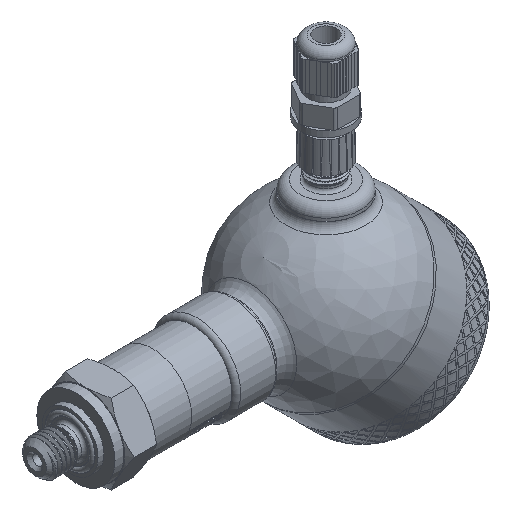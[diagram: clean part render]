
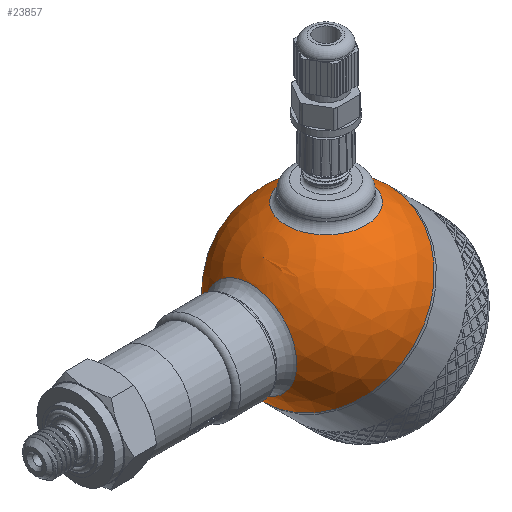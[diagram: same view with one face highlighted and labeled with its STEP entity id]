
A CAD part, isometric view. The second image highlights one B-rep face of the part: STEP entity #23857.
In plain terms, the highlighted spherical face has radius 30 mm.
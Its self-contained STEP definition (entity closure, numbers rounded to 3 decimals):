
#56=SPHERICAL_SURFACE('',#25341,30.);
#140=FACE_BOUND('',#3414,.T.);
#141=FACE_BOUND('',#3415,.T.);
#1853=FACE_OUTER_BOUND('',#3413,.T.);
#3413=EDGE_LOOP('',(#17361,#17362,#17363,#17364));
#3414=EDGE_LOOP('',(#17365));
#3415=EDGE_LOOP('',(#17366));
#4856=CIRCLE('',#25264,30.);
#4857=CIRCLE('',#25265,30.);
#4884=CIRCLE('',#25337,13.5);
#4887=CIRCLE('',#25342,30.);
#4888=CIRCLE('',#25343,15.643);
#9385=VERTEX_POINT('',#31582);
#9386=VERTEX_POINT('',#31584);
#9861=VERTEX_POINT('',#37646);
#9863=VERTEX_POINT('',#37653);
#9864=VERTEX_POINT('',#37655);
#11947=EDGE_CURVE('',#9385,#9386,#4856,.T.);
#11948=EDGE_CURVE('',#9386,#9385,#4857,.T.);
#12663=EDGE_CURVE('',#9861,#9861,#4884,.T.);
#12666=EDGE_CURVE('',#9386,#9863,#4887,.T.);
#12667=EDGE_CURVE('',#9864,#9864,#4888,.T.);
#17361=ORIENTED_EDGE('',*,*,#11948,.F.);
#17362=ORIENTED_EDGE('',*,*,#12666,.T.);
#17363=ORIENTED_EDGE('',*,*,#12666,.F.);
#17364=ORIENTED_EDGE('',*,*,#11947,.F.);
#17365=ORIENTED_EDGE('',*,*,#12667,.F.);
#17366=ORIENTED_EDGE('',*,*,#12663,.F.);
#23857=ADVANCED_FACE('',(#1853,#140,#141),#56,.T.);
#25264=AXIS2_PLACEMENT_3D('',#31585,#26639,#26640);
#25265=AXIS2_PLACEMENT_3D('',#31586,#26641,#26642);
#25337=AXIS2_PLACEMENT_3D('',#37647,#27037,#27038);
#25341=AXIS2_PLACEMENT_3D('',#37652,#27045,#27046);
#25342=AXIS2_PLACEMENT_3D('',#37654,#27047,#27048);
#25343=AXIS2_PLACEMENT_3D('',#37656,#27049,#27050);
#26639=DIRECTION('center_axis',(1.,0.,0.));
#26640=DIRECTION('ref_axis',(0.,1.,0.));
#26641=DIRECTION('center_axis',(1.,0.,0.));
#26642=DIRECTION('ref_axis',(0.,1.,0.));
#27037=DIRECTION('center_axis',(-0.707,0.,-0.707));
#27038=DIRECTION('ref_axis',(-0.707,0.,0.707));
#27045=DIRECTION('center_axis',(1.,0.,0.));
#27046=DIRECTION('ref_axis',(0.,-1.,0.));
#27047=DIRECTION('center_axis',(0.,0.,1.));
#27048=DIRECTION('ref_axis',(0.,1.,0.));
#27049=DIRECTION('center_axis',(-0.707,0.,0.707));
#27050=DIRECTION('ref_axis',(0.707,0.,0.707));
#31582=CARTESIAN_POINT('',(0.,-30.,0.));
#31584=CARTESIAN_POINT('',(0.,30.,0.));
#31585=CARTESIAN_POINT('Origin',(0.,0.,0.));
#31586=CARTESIAN_POINT('Origin',(0.,0.,0.));
#37646=CARTESIAN_POINT('',(-9.398,0.,-28.49));
#37647=CARTESIAN_POINT('Origin',(-18.944,0.,-18.944));
#37652=CARTESIAN_POINT('Origin',(0.,0.,0.));
#37653=CARTESIAN_POINT('',(-30.,0.,0.));
#37654=CARTESIAN_POINT('Origin',(0.,0.,0.));
#37655=CARTESIAN_POINT('',(-29.162,0.,7.04));
#37656=CARTESIAN_POINT('Origin',(-18.101,0.,18.101));
